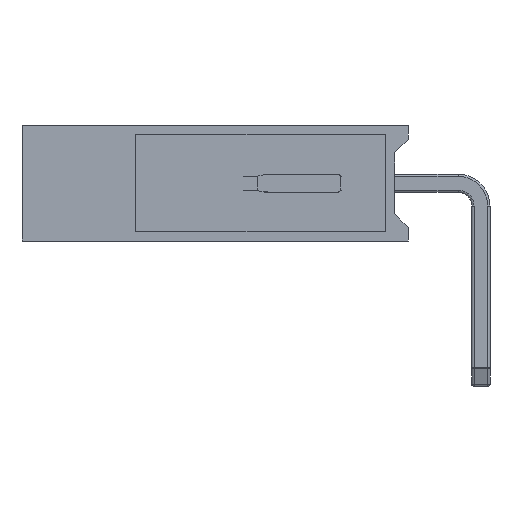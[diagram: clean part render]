
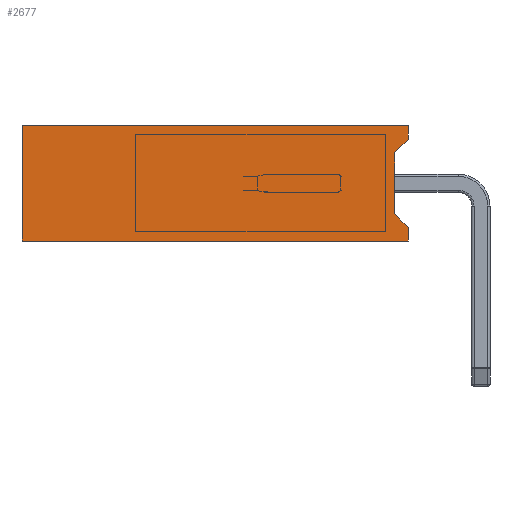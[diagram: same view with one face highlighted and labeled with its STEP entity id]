
A CAD part, left-side view. The second image highlights one B-rep face of the part: STEP entity #2677.
In plain terms, the highlighted planar face has unit normal (-1, 0, 0).
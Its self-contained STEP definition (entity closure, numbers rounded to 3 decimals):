
#170=PLANE('',#2915);
#245=FACE_OUTER_BOUND('',#408,.T.);
#408=EDGE_LOOP('',(#1777,#1778,#1779,#1780,#1781,#1782,#1783,#1784));
#575=LINE('',#4208,#773);
#579=LINE('',#4216,#777);
#585=LINE('',#4231,#783);
#596=LINE('',#4251,#794);
#597=LINE('',#4254,#795);
#600=LINE('',#4260,#798);
#601=LINE('',#4262,#799);
#602=LINE('',#4263,#800);
#773=VECTOR('',#3314,10.);
#777=VECTOR('',#3320,10.);
#783=VECTOR('',#3332,10.);
#794=VECTOR('',#3349,10.);
#795=VECTOR('',#3352,10.);
#798=VECTOR('',#3357,10.);
#799=VECTOR('',#3358,10.);
#800=VECTOR('',#3359,10.);
#1127=VERTEX_POINT('',#4206);
#1128=VERTEX_POINT('',#4207);
#1131=VERTEX_POINT('',#4215);
#1137=VERTEX_POINT('',#4230);
#1143=VERTEX_POINT('',#4249);
#1144=VERTEX_POINT('',#4253);
#1146=VERTEX_POINT('',#4259);
#1147=VERTEX_POINT('',#4261);
#1351=EDGE_CURVE('',#1127,#1128,#575,.T.);
#1355=EDGE_CURVE('',#1131,#1128,#579,.T.);
#1363=EDGE_CURVE('',#1131,#1137,#585,.T.);
#1374=EDGE_CURVE('',#1127,#1143,#596,.T.);
#1375=EDGE_CURVE('',#1144,#1137,#597,.T.);
#1378=EDGE_CURVE('',#1143,#1146,#600,.T.);
#1379=EDGE_CURVE('',#1147,#1146,#601,.T.);
#1380=EDGE_CURVE('',#1144,#1147,#602,.T.);
#1777=ORIENTED_EDGE('',*,*,#1355,.T.);
#1778=ORIENTED_EDGE('',*,*,#1351,.F.);
#1779=ORIENTED_EDGE('',*,*,#1374,.T.);
#1780=ORIENTED_EDGE('',*,*,#1378,.T.);
#1781=ORIENTED_EDGE('',*,*,#1379,.F.);
#1782=ORIENTED_EDGE('',*,*,#1380,.F.);
#1783=ORIENTED_EDGE('',*,*,#1375,.T.);
#1784=ORIENTED_EDGE('',*,*,#1363,.F.);
#2677=ADVANCED_FACE('',(#245),#170,.T.);
#2915=AXIS2_PLACEMENT_3D('',#4258,#3355,#3356);
#3314=DIRECTION('',(0.,0.707,-0.707));
#3320=DIRECTION('',(0.,0.,1.));
#3332=DIRECTION('',(0.,-0.707,-0.707));
#3349=DIRECTION('',(0.,0.,1.));
#3352=DIRECTION('',(0.,0.,1.));
#3355=DIRECTION('center_axis',(-1.,0.,0.));
#3356=DIRECTION('ref_axis',(0.,0.,
1.));
#3357=DIRECTION('',(0.,1.,0.));
#3358=DIRECTION('',(0.,0.,1.));
#3359=DIRECTION('',(0.,1.,0.));
#4206=CARTESIAN_POINT('',(-1.27,1.6,2.24));
#4207=CARTESIAN_POINT('',(-1.27,1.9,1.94));
#4208=CARTESIAN_POINT('',(-1.27,2.235,1.605));
#4215=CARTESIAN_POINT('',(-1.27,1.9,0.6));
#4216=CARTESIAN_POINT('',(-1.27,1.9,0.635));
#4230=CARTESIAN_POINT('',(-1.27,1.6,0.3));
#4231=CARTESIAN_POINT('',(-1.27,1.6,0.3));
#4249=CARTESIAN_POINT('',(-1.27,1.6,2.54));
#4251=CARTESIAN_POINT('',(-1.27,1.6,0.));
#4253=CARTESIAN_POINT('',(-1.27,1.6,0.));
#4254=CARTESIAN_POINT('',(-1.27,1.6,0.));
#4258=CARTESIAN_POINT('Origin',(-1.27,1.6,0.));
#4259=CARTESIAN_POINT('',(-1.27,10.1,2.54));
#4260=CARTESIAN_POINT('',(-1.27,1.6,2.54));
#4261=CARTESIAN_POINT('',(-1.27,10.1,0.));
#4262=CARTESIAN_POINT('',(-1.27,10.1,0.));
#4263=CARTESIAN_POINT('',(-1.27,1.6,0.));
